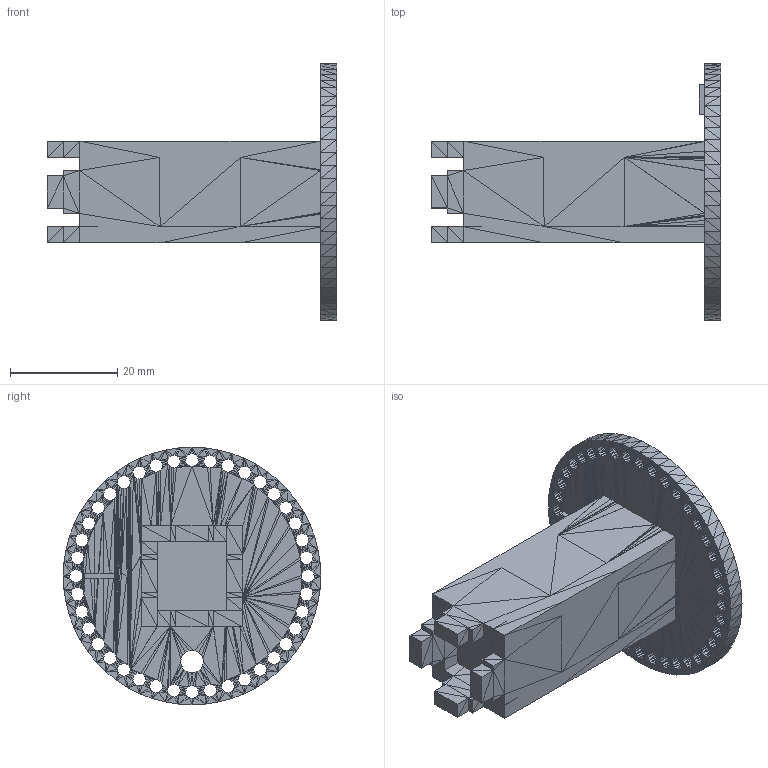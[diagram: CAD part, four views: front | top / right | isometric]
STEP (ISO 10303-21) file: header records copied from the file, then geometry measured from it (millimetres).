
FILE_DESCRIPTION(/* description */ (''),/* implementation_level */ '2;1');
FILE_NAME(/* name */ 'spool_core_with_one_side v4.step',/* time_stamp */ '2023-05-28T11:06:14-04:00',/* author */ (''),/* organization */ (''),/* preprocessor_version */ 'ST-DEVELOPER v19.2',/* originating_system */ 'Autodesk Translation Framework v11.17.0.187',/* authorisation */ '');
FILE_SCHEMA (('AUTOMOTIVE_DESIGN { 1 0 10303 214 3 1 1 }'));
Products named in the file (1): spool_core_with_one_side
Bounding box: 54.1 x 48.09 x 48.09 mm (x, y, z)
Volume: 20667.6 mm3; surface area: 9168.8 mm2
Topology: 1 solids, 1 shells, 3907 faces, 6180 edges, 2193 vertices
Faces by surface type: plane 3903, cylinder 4
Full cylindrical faces by diameter (mm): 4.2 x1, 10.8 x1
Entity records: 79259 total; most frequent: DIRECTION 14248, ORIENTED_EDGE 12376, CARTESIAN_POINT 12297, EDGE_CURVE 6188, LINE 5944, VECTOR 5944, AXIS2_PLACEMENT_3D 4152, FACE_OUTER_BOUND 3907
